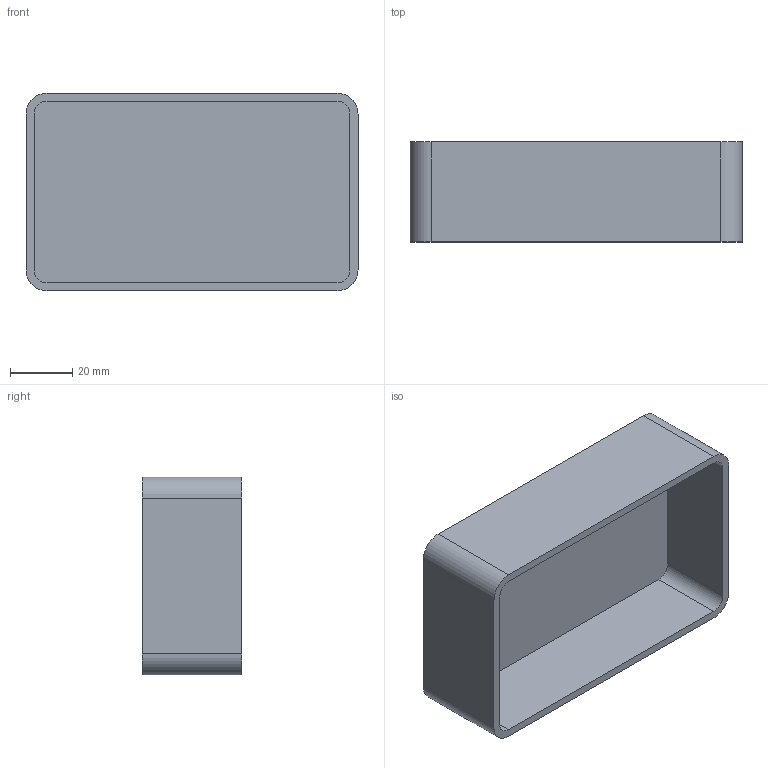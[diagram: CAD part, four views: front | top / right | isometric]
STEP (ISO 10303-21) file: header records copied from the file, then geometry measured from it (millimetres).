
FILE_DESCRIPTION(/* description */ (''),/* implementation_level */ '2;1');
FILE_NAME(/* name */ 'lid v2.step',/* time_stamp */ '2025-07-22T22:02:10-04:00',/* author */ (''),/* organization */ (''),/* preprocessor_version */ 'ST-DEVELOPER v20.1',/* originating_system */ 'Autodesk Translation Framework v14.10.0.0',/* authorisation */ '');
FILE_SCHEMA (('AUTOMOTIVE_DESIGN { 1 0 10303 214 3 1 1 }'));
Length unit declared in the file: millimetre
Products named in the file (1): lid
Bounding box: 106.6 x 32.1 x 63.5 mm (x, y, z)
Volume: 67974.4 mm3; surface area: 32087.6 mm2
Topology: 1 solids, 1 shells, 590 faces, 1638 edges, 1092 vertices
Faces by surface type: bspline 423, plane 159, cylinder 8
Entity records: 20444 total; most frequent: CARTESIAN_POINT 9206, ORIENTED_EDGE 3276, EDGE_CURVE 1638, DIRECTION 1142, VERTEX_POINT 1092, LINE 774, VECTOR 774, EDGE_LOOP 632
